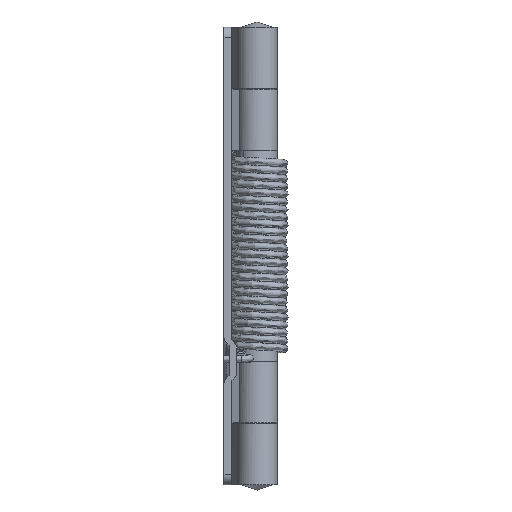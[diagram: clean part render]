
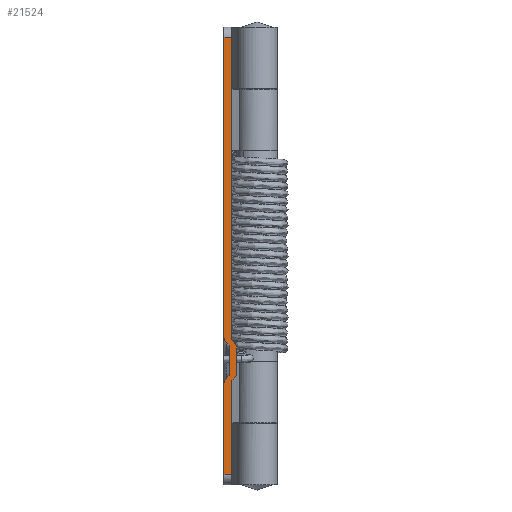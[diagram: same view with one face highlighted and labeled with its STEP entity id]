
A CAD part, left-side view. The second image highlights one B-rep face of the part: STEP entity #21524.
In plain terms, the highlighted free-form (B-spline) face has degree [1, 1] with [2, 2] control points.
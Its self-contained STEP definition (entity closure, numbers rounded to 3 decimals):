
#20238=CARTESIAN_POINT('',(-22.5,5.0,88.0));
#20239=VERTEX_POINT('',#20238);
#20240=CARTESIAN_POINT('',(-22.5,5.0,28.5));
#20241=VERTEX_POINT('',#20240);
#20242=CARTESIAN_POINT('',(-22.5,5.0,88.0));
#20243=CARTESIAN_POINT('',(-22.5,5.0,28.5));
#20244=QUASI_UNIFORM_CURVE('',1,(#20242,#20243),.UNSPECIFIED.,.F.,.U.);
#20245=EDGE_CURVE('',#20239,#20241,#20244,.T.);
#20286=CARTESIAN_POINT('',(-22.5,5.0,20.5));
#20287=VERTEX_POINT('',#20286);
#20293=CARTESIAN_POINT('',(-22.5,5.0,2.0));
#20294=VERTEX_POINT('',#20293);
#20295=CARTESIAN_POINT('',(-22.5,5.0,20.5));
#20296=CARTESIAN_POINT('',(-22.5,5.0,2.0));
#20297=QUASI_UNIFORM_CURVE('',1,(#20295,#20296),.UNSPECIFIED.,.F.,.U.);
#20298=EDGE_CURVE('',#20287,#20294,#20297,.T.);
#20436=CARTESIAN_POINT('',(-22.5,6.5,19.879));
#20437=VERTEX_POINT('',#20436);
#20443=CARTESIAN_POINT('',(-22.5,6.061,20.939));
#20444=VERTEX_POINT('',#20443);
#20445=CARTESIAN_POINT('',(-22.5,6.061,20.939));
#20446=CARTESIAN_POINT('',(-22.5,6.165,20.835));
#20447=CARTESIAN_POINT('',(-22.5,6.327,20.616));
#20448=CARTESIAN_POINT('',(-22.5,6.47,20.247));
#20449=CARTESIAN_POINT('',(-22.5,6.5,20.001));
#20450=CARTESIAN_POINT('',(-22.5,6.5,19.879));
#20451=B_SPLINE_CURVE_WITH_KNOTS('',3,(#20445,#20446,#20447,#20448,#20449,#20450),.UNSPECIFIED.,.F.,.U.,(4,1,1,4),(0.,0.442,0.81,1.178),.UNSPECIFIED.);
#20452=EDGE_CURVE('',#20444,#20437,#20451,.T.);
#20570=CARTESIAN_POINT('',(-22.5,6.5,29.121));
#20571=VERTEX_POINT('',#20570);
#20572=CARTESIAN_POINT('',(-22.5,6.061,28.061));
#20573=VERTEX_POINT('',#20572);
#20574=CARTESIAN_POINT('',(-22.5,6.5,29.121));
#20575=CARTESIAN_POINT('',(-22.5,6.5,28.937));
#20576=CARTESIAN_POINT('',(-22.5,6.427,28.545));
#20577=CARTESIAN_POINT('',(-22.5,6.208,28.208));
#20578=CARTESIAN_POINT('',(-22.5,6.061,28.061));
#20579=B_SPLINE_CURVE_WITH_KNOTS('',3,(#20574,#20575,#20576,#20577,#20578),.UNSPECIFIED.,.F.,.U.,(4,1,4),(0.,0.552,1.178),.UNSPECIFIED.);
#20580=EDGE_CURVE('',#20571,#20573,#20579,.T.);
#20610=CARTESIAN_POINT('',(-22.5,4.439,21.061));
#20611=VERTEX_POINT('',#20610);
#20612=CARTESIAN_POINT('',(-22.5,4.,22.121));
#20613=VERTEX_POINT('',#20612);
#20614=CARTESIAN_POINT('',(-22.5,4.439,21.061));
#20615=CARTESIAN_POINT('',(-22.5,4.326,21.173));
#20616=CARTESIAN_POINT('',(-22.5,4.094,21.496));
#20617=CARTESIAN_POINT('',(-22.5,4.,21.888));
#20618=CARTESIAN_POINT('',(-22.5,4.,22.121));
#20619=B_SPLINE_CURVE_WITH_KNOTS('',3,(#20614,#20615,#20616,#20617,#20618),.UNSPECIFIED.,.F.,.U.,(4,1,4),(0.,0.479,1.178),.UNSPECIFIED.);
#20620=EDGE_CURVE('',#20611,#20613,#20619,.T.);
#20754=CARTESIAN_POINT('',(-22.5,4.,26.879));
#20755=VERTEX_POINT('',#20754);
#20756=CARTESIAN_POINT('',(-22.5,4.439,27.939));
#20757=VERTEX_POINT('',#20756);
#20758=CARTESIAN_POINT('',(-22.5,4.,26.879));
#20759=CARTESIAN_POINT('',(-22.5,4.,27.087));
#20760=CARTESIAN_POINT('',(-22.5,4.083,27.48));
#20761=CARTESIAN_POINT('',(-22.5,4.309,27.809));
#20762=CARTESIAN_POINT('',(-22.5,4.439,27.939));
#20763=B_SPLINE_CURVE_WITH_KNOTS('',3,(#20758,#20759,#20760,#20761,#20762),.UNSPECIFIED.,.F.,.U.,(4,1,4),(0.,0.626,1.178),.UNSPECIFIED.);
#20764=EDGE_CURVE('',#20755,#20757,#20763,.T.);
#20785=CARTESIAN_POINT('',(-22.5,5.5,27.5));
#20786=VERTEX_POINT('',#20785);
#20787=CARTESIAN_POINT('',(-22.5,6.061,28.061));
#20788=CARTESIAN_POINT('',(-22.5,5.5,27.5));
#20789=QUASI_UNIFORM_CURVE('',1,(#20787,#20788),.UNSPECIFIED.,.F.,.U.);
#20790=EDGE_CURVE('',#20573,#20786,#20789,.T.);
#20873=CARTESIAN_POINT('',(-22.5,5.5,21.5));
#20874=VERTEX_POINT('',#20873);
#20875=CARTESIAN_POINT('',(-22.5,5.5,21.5));
#20876=CARTESIAN_POINT('',(-22.5,6.061,20.939));
#20877=QUASI_UNIFORM_CURVE('',1,(#20875,#20876),.UNSPECIFIED.,.F.,.U.);
#20878=EDGE_CURVE('',#20874,#20444,#20877,.T.);
#20893=CARTESIAN_POINT('',(-22.5,5.5,21.5));
#20894=CARTESIAN_POINT('',(-22.5,5.5,27.5));
#20895=QUASI_UNIFORM_CURVE('',1,(#20893,#20894),.UNSPECIFIED.,.F.,.U.);
#20896=EDGE_CURVE('',#20874,#20786,#20895,.T.);
#20924=CARTESIAN_POINT('',(-22.5,5.0,20.5));
#20925=CARTESIAN_POINT('',(-22.5,4.439,21.061));
#20926=QUASI_UNIFORM_CURVE('',1,(#20924,#20925),.UNSPECIFIED.,.F.,.U.);
#20927=EDGE_CURVE('',#20287,#20611,#20926,.T.);
#20969=CARTESIAN_POINT('',(-22.5,4.439,27.939));
#20970=CARTESIAN_POINT('',(-22.5,5.0,28.5));
#20971=QUASI_UNIFORM_CURVE('',1,(#20969,#20970),.UNSPECIFIED.,.F.,.U.);
#20972=EDGE_CURVE('',#20757,#20241,#20971,.T.);
#20985=CARTESIAN_POINT('',(-22.5,4.,22.121));
#20986=CARTESIAN_POINT('',(-22.5,4.,26.879));
#20987=QUASI_UNIFORM_CURVE('',1,(#20985,#20986),.UNSPECIFIED.,.F.,.U.);
#20988=EDGE_CURVE('',#20613,#20755,#20987,.T.);
#21291=CARTESIAN_POINT('',(-22.5,6.5,2.0));
#21292=VERTEX_POINT('',#21291);
#21311=CARTESIAN_POINT('',(-22.5,6.5,2.0));
#21312=CARTESIAN_POINT('',(-22.5,5.0,2.0));
#21313=QUASI_UNIFORM_CURVE('',1,(#21311,#21312),.UNSPECIFIED.,.F.,.U.);
#21314=EDGE_CURVE('',#21292,#20294,#21313,.T.);
#21333=CARTESIAN_POINT('',(-22.5,6.5,88.0));
#21334=VERTEX_POINT('',#21333);
#21349=CARTESIAN_POINT('',(-22.5,5.0,88.0));
#21350=CARTESIAN_POINT('',(-22.5,6.5,88.0));
#21351=QUASI_UNIFORM_CURVE('',1,(#21349,#21350),.UNSPECIFIED.,.F.,.U.);
#21352=EDGE_CURVE('',#20239,#21334,#21351,.T.);
#21493=CARTESIAN_POINT('',(-22.5,3.875,92.296));
#21494=CARTESIAN_POINT('',(-22.5,3.875,-2.296));
#21495=CARTESIAN_POINT('',(-22.5,6.625,92.296));
#21496=CARTESIAN_POINT('',(-22.5,6.625,-2.296));
#21497=B_SPLINE_SURFACE_WITH_KNOTS('',1,1,((#21493,#21495),(#21494,#21496)),.UNSPECIFIED.,.F.,.F.,.U.,(2,2),(2,2),(0.0,94.591),(0.0,2.75),.UNSPECIFIED.);
#21498=ORIENTED_EDGE('',*,*,#20878,.T.);
#21499=ORIENTED_EDGE('',*,*,#20452,.T.);
#21500=CARTESIAN_POINT('',(-22.5,6.5,19.879));
#21501=CARTESIAN_POINT('',(-22.5,6.5,2.0));
#21502=QUASI_UNIFORM_CURVE('',1,(#21500,#21501),.UNSPECIFIED.,.F.,.U.);
#21503=EDGE_CURVE('',#20437,#21292,#21502,.T.);
#21504=ORIENTED_EDGE('',*,*,#21503,.T.);
#21505=ORIENTED_EDGE('',*,*,#21314,.T.);
#21506=ORIENTED_EDGE('',*,*,#20298,.F.);
#21507=ORIENTED_EDGE('',*,*,#20927,.T.);
#21508=ORIENTED_EDGE('',*,*,#20620,.T.);
#21509=ORIENTED_EDGE('',*,*,#20988,.T.);
#21510=ORIENTED_EDGE('',*,*,#20764,.T.);
#21511=ORIENTED_EDGE('',*,*,#20972,.T.);
#21512=ORIENTED_EDGE('',*,*,#20245,.F.);
#21513=ORIENTED_EDGE('',*,*,#21352,.T.);
#21514=CARTESIAN_POINT('',(-22.5,6.5,88.0));
#21515=CARTESIAN_POINT('',(-22.5,6.5,29.121));
#21516=QUASI_UNIFORM_CURVE('',1,(#21514,#21515),.UNSPECIFIED.,.F.,.U.);
#21517=EDGE_CURVE('',#21334,#20571,#21516,.T.);
#21518=ORIENTED_EDGE('',*,*,#21517,.T.);
#21519=ORIENTED_EDGE('',*,*,#20580,.T.);
#21520=ORIENTED_EDGE('',*,*,#20790,.T.);
#21521=ORIENTED_EDGE('',*,*,#20896,.F.);
#21522=EDGE_LOOP('',(#21498,#21499,#21504,#21505,#21506,#21507,#21508,#21509,#21510,#21511,#21512,#21513,#21518,#21519,#21520,#21521));
#21523=FACE_OUTER_BOUND('',#21522,.T.);
#21524=ADVANCED_FACE('',(#21523),#21497,.F.);
